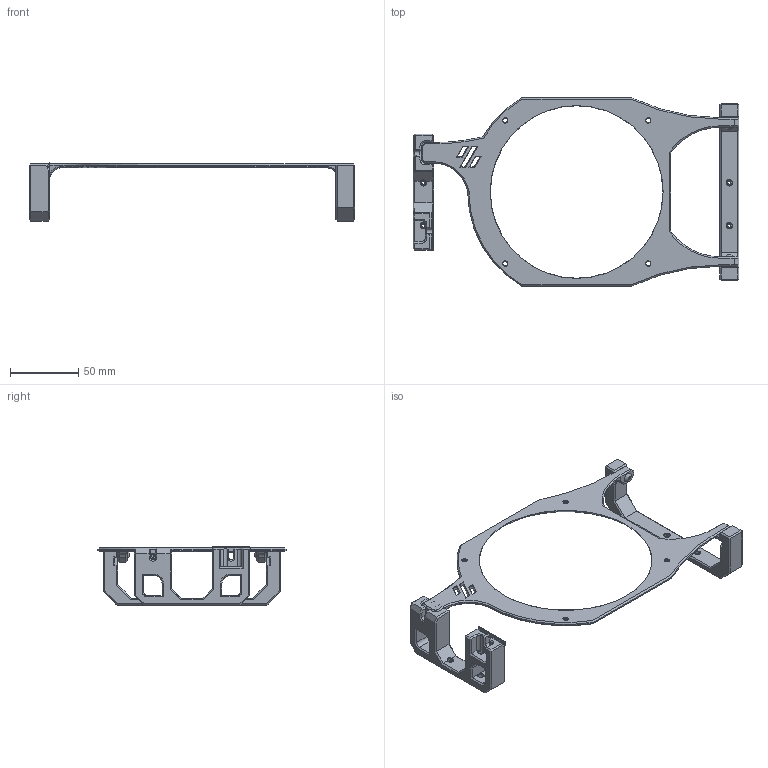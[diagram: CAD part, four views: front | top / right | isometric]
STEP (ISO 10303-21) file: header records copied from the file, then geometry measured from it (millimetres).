
FILE_DESCRIPTION(/* description */ (''),/* implementation_level */ '2;1');
FILE_NAME(/* name */ 'removable_electronics_fan_.step',/* time_stamp */ '2023-11-06T16:06:51+01:00',/* author */ (''),/* organization */ (''),/* preprocessor_version */ 'ST-DEVELOPER v20',/* originating_system */ 'Autodesk Translation Framework v12.14.0.127',/* authorisation */ '');
FILE_SCHEMA (('AUTOMOTIVE_DESIGN { 1 0 10303 214 3 1 1 }'));
Length unit declared in the file: millimetre
Products named in the file (4): Removable electronics fan; Hinge; Stay; 120mm
Assembly tree (3 placements, depth 2):
  Removable electronics fan
    Hinge
    Stay
    120mm
Bounding box: 239 x 138 x 42.7 mm (x, y, z)
Volume: 69947.2 mm3; surface area: 39172.5 mm2
Topology: 5 solids, 5 shells, 598 faces, 1413 edges, 831 vertices
Faces by surface type: plane 413, cone 104, cylinder 52, bspline 29
Full cylindrical faces by diameter (mm): 1.8 x2, 2.4 x4, 3.5 x4, 4 x5, 4.7 x1, 6 x4
Entity records: 17815 total; most frequent: CARTESIAN_POINT 4200, ORIENTED_EDGE 2822, DIRECTION 2689, EDGE_CURVE 1411, LINE 1051, VECTOR 1051, VERTEX_POINT 831, AXIS2_PLACEMENT_3D 819
